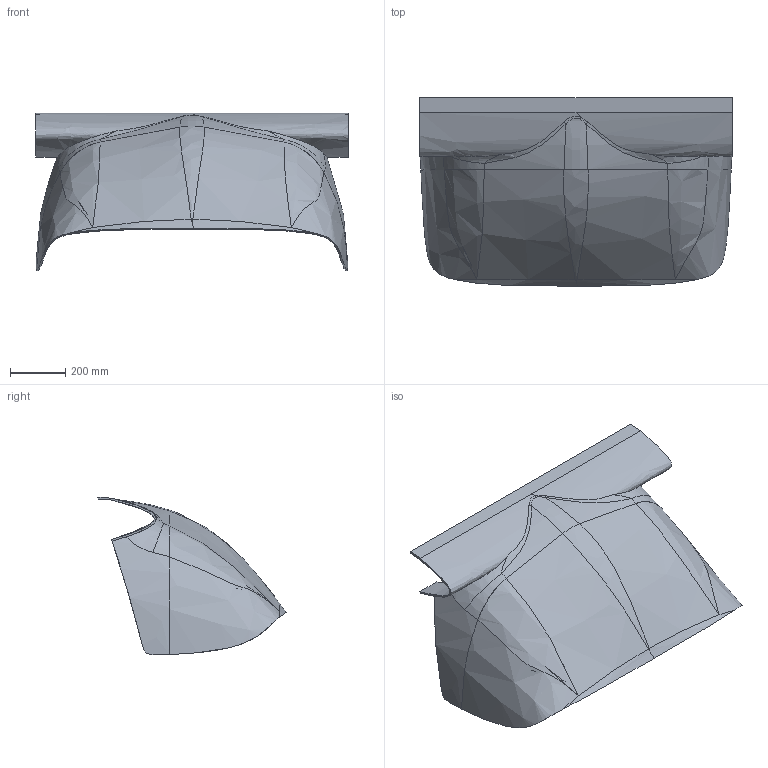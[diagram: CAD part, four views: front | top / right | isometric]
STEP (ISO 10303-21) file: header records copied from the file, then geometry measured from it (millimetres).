
FILE_DESCRIPTION(/* description */ (''),/* implementation_level */ '2;1');
FILE_NAME(/* name */ '2-1-500 Windshield.step',/* time_stamp */ '2023-05-02T17:57:59-06:00',/* author */ (''),/* organization */ (''),/* preprocessor_version */ 'ST-DEVELOPER v19.2',/* originating_system */ 'Autodesk Translation Framework v12.4.0.73',/* authorisation */ '');
FILE_SCHEMA (('AUTOMOTIVE_DESIGN { 1 0 10303 214 3 1 1 }'));
Length unit declared in the file: inch
Products named in the file (1): 2-1-500 Windshield
Bounding box: 1128.19 x 679.84 x 569.66 mm (x, y, z)
Volume: 7600284.9 mm3; surface area: 2437766.8 mm2
Topology: 2 solids, 2 shells, 61 faces, 173 edges, 108 vertices
Faces by surface type: bspline 57, plane 4
Entity records: 7122 total; most frequent: CARTESIAN_POINT 6036, ORIENTED_EDGE 330, EDGE_CURVE 165, B_SPLINE_CURVE_WITH_KNOTS 150, VERTEX_POINT 108, FACE_OUTER_BOUND 61, EDGE_LOOP 61, ADVANCED_FACE 61
